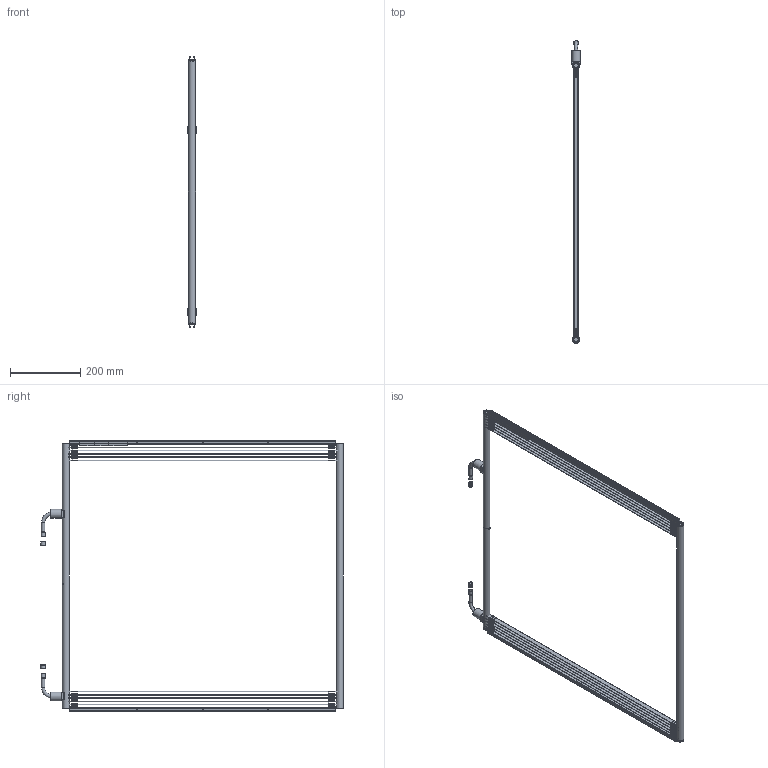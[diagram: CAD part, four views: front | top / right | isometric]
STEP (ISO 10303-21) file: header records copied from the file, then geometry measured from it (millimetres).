
FILE_DESCRIPTION(/* description */ ('Condenser'),/* implementation_level */ '2;1');
FILE_NAME(/* name */ 'x0-df0151-07.stp',/* time_stamp */ '2024-03-05T10:37:52+08:00',/* author */ ('U426154'),/* organization */ (''),/* preprocessor_version */ 'ST-DEVELOPER v18.1',/* originating_system */ 'Autodesk Inventor 2022',/* authorisation */ '');
FILE_SCHEMA (('AUTOMOTIVE_DESIGN { 1 0 10303 214 3 1 1 }'));
Length unit declared in the file: millimetre
Products named in the file (16): Z0-DF0151; Y0-DF0151; H01-0279; H01-0072; S01b-0778; B01-0341; D03-DF0151; T04-0001; T03-0001; T06-0133; G33-0011; T02-0004; T09-0112; T09-0100; T09-0001; T05-0022
Assembly tree (41 placements, depth 3):
  Z0-DF0151
    Y0-DF0151
      H01-0279
      H01-0072
      S01b-0778  x10
      B01-0341  x10
      D03-DF0151  x2
      T04-0001  x4
      T03-0001
      T06-0133  x2
    G33-0011  x2
    T05-0022  x2
    T02-0004  x2
    T09-0112
    T09-0100
    T09-0001
Bounding box: 25.2 x 861.7 x 770.7 mm (x, y, z)
Volume: 396482.7 mm3; surface area: 677514.8 mm2
Topology: 50 solids, 50 shells, 1752 faces, 4862 edges, 3228 vertices
Faces by surface type: plane 887, cylinder 819, torus 30, cone 16
Full cylindrical faces by diameter (mm): 3.2 x12, 7.92 x4, 8 x2, 9.52 x4, 9.7 x4, 10.4 x2, 11.2 x4, 11.3 x2, 13 x4, 13.4 x2, 13.7 x2, 17 x6, 20 x2, 24 x2, 25.2 x2
Entity records: 10521 total; most frequent: DIRECTION 1854, CARTESIAN_POINT 1734, ORIENTED_EDGE 1606, EDGE_CURVE 803, AXIS2_PLACEMENT_3D 683, VERTEX_POINT 529, LINE 488, VECTOR 488
